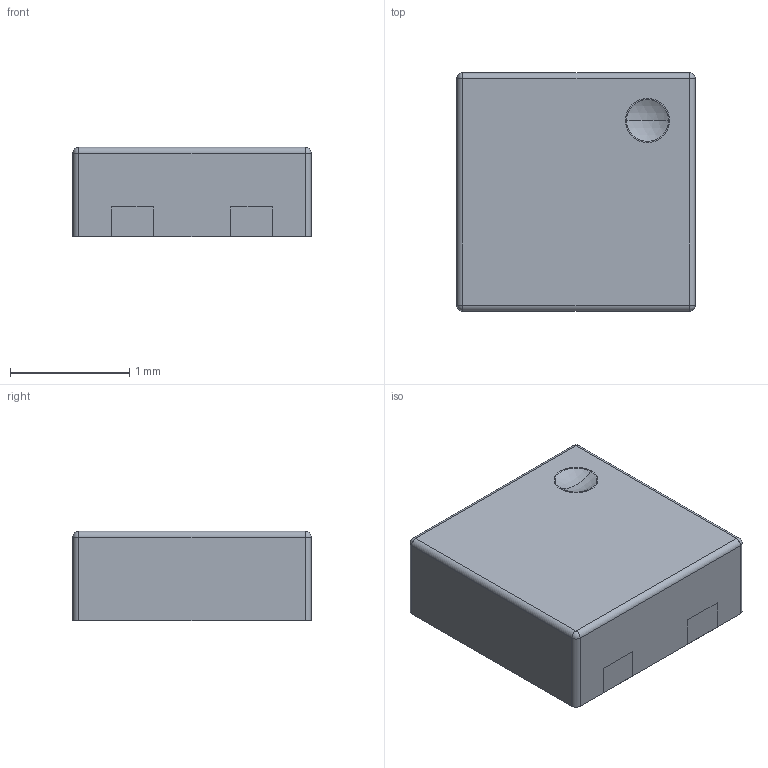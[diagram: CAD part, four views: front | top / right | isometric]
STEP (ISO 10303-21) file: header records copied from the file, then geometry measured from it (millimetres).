
FILE_DESCRIPTION (( 'STEP AP214' ), '1' );
FILE_NAME ('User Library-User Library-SHTC3.STEP', '2020-06-16T11:31:35', ( '' ), ( '' ), 'SwSTEP 2.0', 'SolidWorks 2019', '' );
FILE_SCHEMA (( 'AUTOMOTIVE_DESIGN' ));
Length unit declared in the file: millimetre
Products named in the file (1): User Library-User Library-SHTC3
Bounding box: 2 x 2 x 0.75 mm (x, y, z)
Surface area: 19.7 mm2
Topology: 6 solids, 6 shells, 53 faces, 111 edges, 67 vertices
Faces by surface type: plane 37, cylinder 8, sphere 6, torus 2
Entity records: 2023 total; most frequent: DIRECTION 239, CARTESIAN_POINT 228, ORIENTED_EDGE 214, EDGE_CURVE 107, VECTOR 83, LINE 83, AXIS2_PLACEMENT_3D 78, VERTEX_POINT 67
